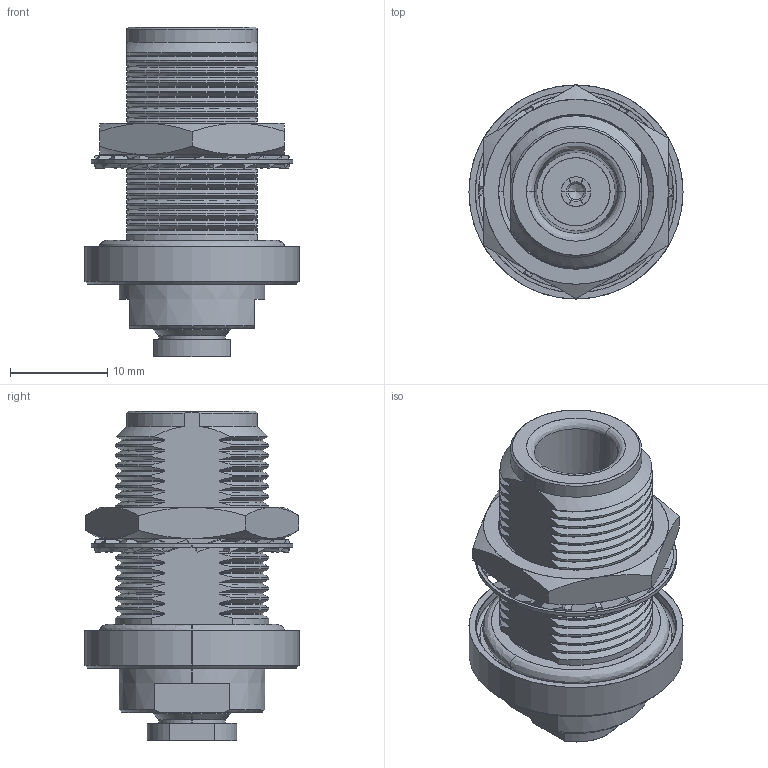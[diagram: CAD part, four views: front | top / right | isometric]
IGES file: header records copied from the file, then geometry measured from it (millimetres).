
Start section: SolidWorks IGES file using analytic representation for surfaces
Global section: file name: R163.337.001.IGS; native system: SolidWorks 2006 by SolidWorks Corporation; preprocessor: SolidWorks 2006 by SolidWorks Corporation; author: BERGER_C; date: 080703.144100; units: millimetre
Bounding box: 22 x 22 x 33.9 mm (x, y, z)
Surface area: 4254.8 mm2 (no closed solid volume)
Topology: 0 solids, 0 shells, 399 faces, 3644 edges, 3642 vertices
Faces by surface type: revolution 263, bspline 136
